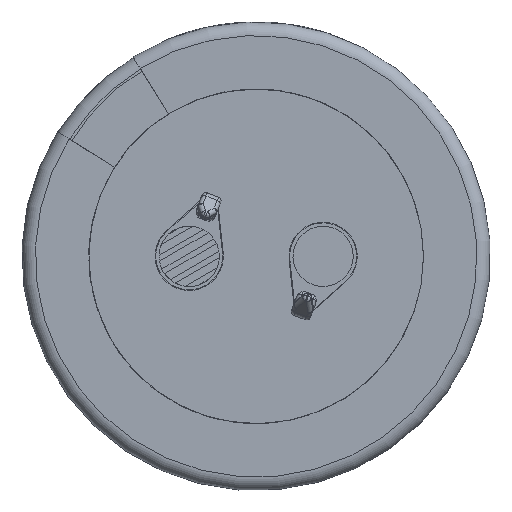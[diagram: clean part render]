
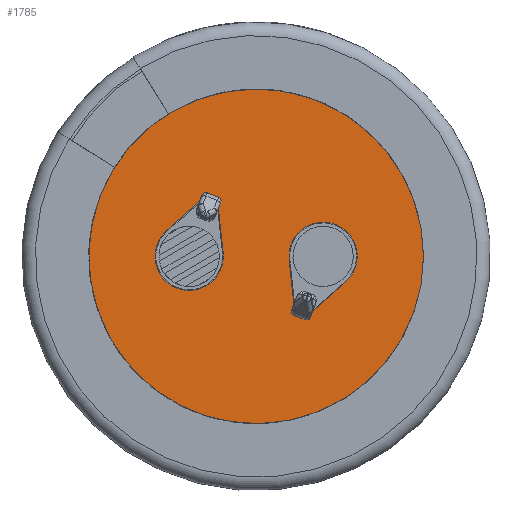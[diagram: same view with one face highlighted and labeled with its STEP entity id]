
A CAD part, front view. The second image highlights one B-rep face of the part: STEP entity #1785.
In plain terms, the highlighted planar face has unit normal (0, -1, 0).
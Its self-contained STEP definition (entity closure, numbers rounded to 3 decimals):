
#1785 = ADVANCED_FACE( '', ( #3692, #3693, #3694 ), #3695, .T. );
#3692 = FACE_OUTER_BOUND( '', #8079, .T. );
#3693 = FACE_BOUND( '', #8080, .T. );
#3694 = FACE_BOUND( '', #8081, .T. );
#3695 = PLANE( '', #8082 );
#8079 = EDGE_LOOP( '', ( #12975 ) );
#8080 = EDGE_LOOP( '', ( #12976, #12977, #12978, #12979 ) );
#8081 = EDGE_LOOP( '', ( #12980, #12981, #12982, #12983 ) );
#8082 = AXIS2_PLACEMENT_3D( '', #12984, #12985, #12986 );
#12975 = ORIENTED_EDGE( '', *, *, #14177, .T. );
#12976 = ORIENTED_EDGE( '', *, *, #15109, .F. );
#12977 = ORIENTED_EDGE( '', *, *, #14356, .F. );
#12978 = ORIENTED_EDGE( '', *, *, #14017, .F. );
#12979 = ORIENTED_EDGE( '', *, *, #14603, .F. );
#12980 = ORIENTED_EDGE( '', *, *, #15049, .T. );
#12981 = ORIENTED_EDGE( '', *, *, #15031, .T. );
#12982 = ORIENTED_EDGE( '', *, *, #14482, .T. );
#12983 = ORIENTED_EDGE( '', *, *, #14693, .T. );
#12984 = CARTESIAN_POINT( '', ( 0., 0., 0. ) );
#12985 = DIRECTION( '', ( 0., -1., 0. ) );
#12986 = DIRECTION( '', ( 0., 0., -1. ) );
#14017 = EDGE_CURVE( '', #16635, #16636, #16637, .T. );
#14177 = EDGE_CURVE( '', #16885, #16885, #16886, .T. );
#14356 = EDGE_CURVE( '', #16636, #17150, #17151, .T. );
#14482 = EDGE_CURVE( '', #17329, #17330, #17331, .T. );
#14603 = EDGE_CURVE( '', #17504, #16635, #17505, .T. );
#14693 = EDGE_CURVE( '', #17330, #17626, #17627, .T. );
#15031 = EDGE_CURVE( '', #18053, #17329, #18054, .T. );
#15049 = EDGE_CURVE( '', #17626, #18053, #18074, .T. );
#15109 = EDGE_CURVE( '', #17150, #17504, #18141, .T. );
#16635 = VERTEX_POINT( '', #21379 );
#16636 = VERTEX_POINT( '', #21380 );
#16637 = LINE( '', #21381, #21382 );
#16885 = VERTEX_POINT( '', #21957 );
#16886 = CIRCLE( '', #21958, 14.5 );
#17150 = VERTEX_POINT( '', #22625 );
#17151 = LINE( '', #22626, #22627 );
#17329 = VERTEX_POINT( '', #23109 );
#17330 = VERTEX_POINT( '', #23110 );
#17331 = LINE( '', #23111, #23112 );
#17504 = VERTEX_POINT( '', #23441 );
#17505 = CIRCLE( '', #23442, 2.55 );
#17626 = VERTEX_POINT( '', #23677 );
#17627 = CIRCLE( '', #23678, 2.55 );
#18053 = VERTEX_POINT( '', #24842 );
#18054 = LINE( '', #24843, #24844 );
#18074 = LINE( '', #24896, #24897 );
#18141 = LINE( '', #25024, #25025 );
#21379 = CARTESIAN_POINT( '', ( -2.465, 0., 0.274 ) );
#21380 = CARTESIAN_POINT( '', ( -2.814, 0., 3.497 ) );
#21381 = CARTESIAN_POINT( '', ( -2.465, 0., 0.274 ) );
#21382 = VECTOR( '', #25643, 1000. );
#21957 = CARTESIAN_POINT( '', ( 0., 0., -14.5 ) );
#21958 = AXIS2_PLACEMENT_3D( '', #25716, #25717, #25718 );
#22625 = CARTESIAN_POINT( '', ( -4.27, 0., 4.059 ) );
#22626 = CARTESIAN_POINT( '', ( -2.814, 0., 3.497 ) );
#22627 = VECTOR( '', #25789, 1000. );
#23109 = CARTESIAN_POINT( '', ( 2.814, 0., -3.497 ) );
#23110 = CARTESIAN_POINT( '', ( 2.465, 0., -0.274 ) );
#23111 = CARTESIAN_POINT( '', ( 2.814, 0., -3.497 ) );
#23112 = VECTOR( '', #25843, 1000. );
#23441 = CARTESIAN_POINT( '', ( -6.694, 0., 1.906 ) );
#23442 = AXIS2_PLACEMENT_3D( '', #25869, #25870, #25871 );
#23677 = CARTESIAN_POINT( '', ( 6.694, 0., -1.906 ) );
#23678 = AXIS2_PLACEMENT_3D( '', #25908, #25909, #25910 );
#24842 = CARTESIAN_POINT( '', ( 4.27, 0., -4.059 ) );
#24843 = CARTESIAN_POINT( '', ( 4.27, 0., -4.059 ) );
#24844 = VECTOR( '', #26042, 1000. );
#24896 = CARTESIAN_POINT( '', ( 6.694, 0., -1.906 ) );
#24897 = VECTOR( '', #26048, 1000. );
#25024 = CARTESIAN_POINT( '', ( -4.27, 0., 4.059 ) );
#25025 = VECTOR( '', #26076, 1000. );
#25643 = DIRECTION( '', ( -0.108, 0., 0.994 ) );
#25716 = CARTESIAN_POINT( '', ( 0., 0., 0. ) );
#25717 = DIRECTION( '', ( 0., -1., 0. ) );
#25718 = DIRECTION( '', ( 0., 0., -1. ) );
#25789 = DIRECTION( '', ( -0.933, 0., 0.36 ) );
#25843 = DIRECTION( '', ( -0.108, 0., 0.994 ) );
#25869 = CARTESIAN_POINT( '', ( -5., 0., 0. ) );
#25870 = DIRECTION( '', ( 0., -1., 0. ) );
#25871 = DIRECTION( '', ( 0., 0., 1. ) );
#25908 = CARTESIAN_POINT( '', ( 5., 0., 0. ) );
#25909 = DIRECTION( '', ( 0., 1., 0. ) );
#25910 = DIRECTION( '', ( 0., 0., -1. ) );
#26042 = DIRECTION( '', ( -0.933, 0., 0.36 ) );
#26048 = DIRECTION( '', ( -0.748, 0., -0.664 ) );
#26076 = DIRECTION( '', ( -0.748, 0., -0.664 ) );
